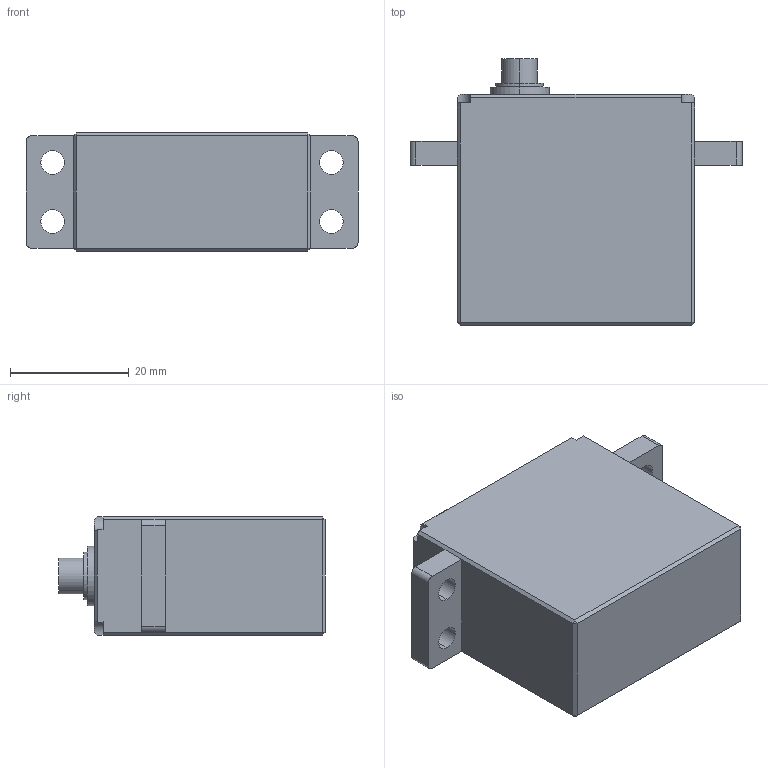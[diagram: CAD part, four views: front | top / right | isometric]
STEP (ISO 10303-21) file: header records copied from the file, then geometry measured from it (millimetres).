
FILE_DESCRIPTION (( 'STEP AP203' ), '1' );
FILE_NAME ('籣迾糽.STEP', '2025-09-04T07:41:22', ( '' ), ( '' ), 'SwSTEP 2.0', 'SolidWorks 2024', '' );
FILE_SCHEMA (( 'CONFIG_CONTROL_DESIGN' ));
Length unit declared in the file: millimetre
Products named in the file (1): 庞雨桐
Bounding box: 56 x 45 x 20 mm (x, y, z)
Volume: 32349.4 mm3; surface area: 7169.3 mm2
Topology: 1 solids, 1 shells, 68 faces, 166 edges, 104 vertices
Faces by surface type: plane 42, cylinder 26
Entity records: 2073 total; most frequent: CARTESIAN_POINT 369, DIRECTION 344, ORIENTED_EDGE 332, EDGE_CURVE 166, AXIS2_PLACEMENT_3D 119, VECTOR 106, LINE 106, VERTEX_POINT 104
